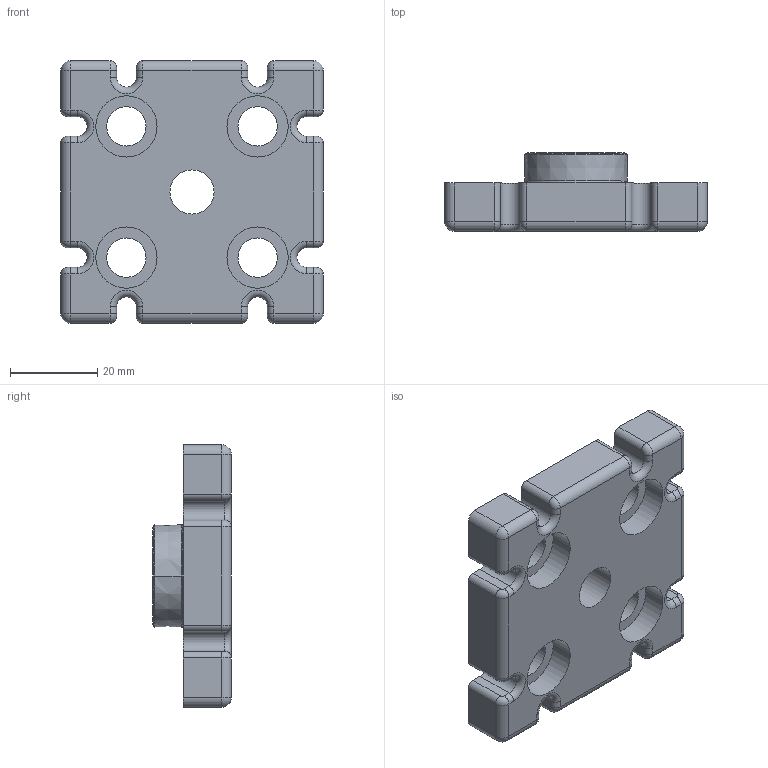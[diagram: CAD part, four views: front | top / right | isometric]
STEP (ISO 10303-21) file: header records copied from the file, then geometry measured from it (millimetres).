
FILE_DESCRIPTION (( 'STEP AP203' ), '1' );
FILE_NAME ('3_842_536_566_Bosch.step', '2024-06-10T08:33:50', ( '' ), ( '' ), 'SwSTEP 2.0', 'SolidWorks 2014', '' );
FILE_SCHEMA (( 'CONFIG_CONTROL_DESIGN' ));
Length unit declared in the file: millimetre
Products named in the file (1): 3_842_536_566_Bosch
Bounding box: 60 x 18 x 60 mm (x, y, z)
Volume: 33810.3 mm3; surface area: 11841.6 mm2
Topology: 1 solids, 1 shells, 149 faces, 360 edges, 214 vertices
Faces by surface type: cylinder 74, plane 35, torus 24, cone 12, sphere 4
Entity records: 4413 total; most frequent: DIRECTION 842, CARTESIAN_POINT 720, ORIENTED_EDGE 712, EDGE_CURVE 356, AXIS2_PLACEMENT_3D 336, VERTEX_POINT 214, CIRCLE 186, LINE 170
